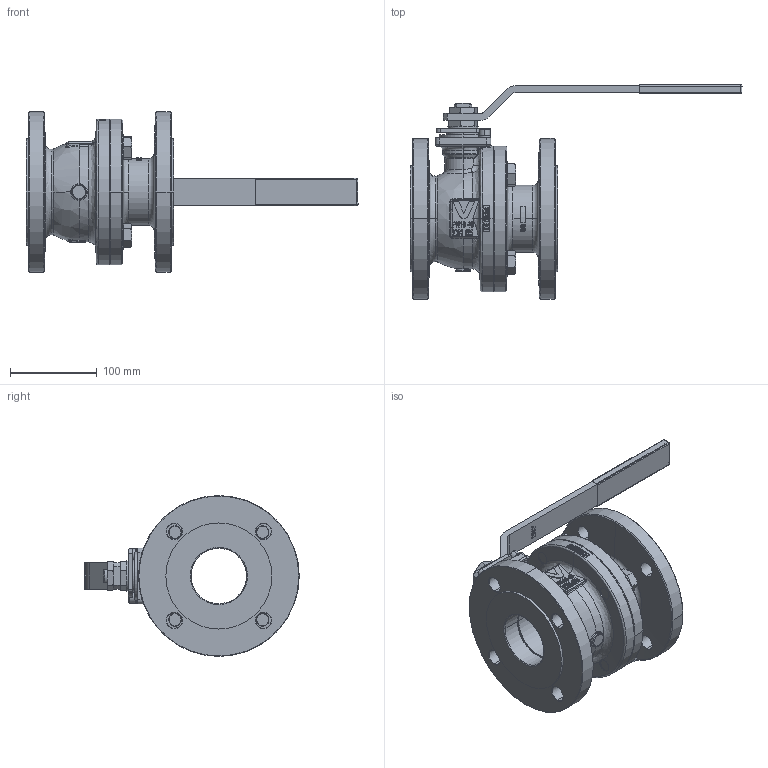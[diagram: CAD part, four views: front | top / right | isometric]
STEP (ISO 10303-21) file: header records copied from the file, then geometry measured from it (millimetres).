
FILE_DESCRIPTION (( 'STEP AP203' ), '1' );
FILE_NAME ('76000012.STEP', '2013-12-13T15:37:56', ( 'tecnico1' ), ( '' ), 'SwSTEP 2.0', 'SolidWorks 2013', '' );
FILE_SCHEMA (( 'CONFIG_CONTROL_DESIGN' ));
Products named in the file (1): 76000012
Bounding box: 382 x 246.8 x 185 mm (x, y, z)
Volume: 2146991.8 mm3; surface area: 356670.5 mm2
Topology: 2 solids, 2 shells, 1128 faces, 2917 edges, 1836 vertices
Faces by surface type: plane 391, bspline 325, cylinder 217, cone 189, torus 6
Entity records: 71502 total; most frequent: CARTESIAN_POINT 46195, ORIENTED_EDGE 5798, DIRECTION 4480, EDGE_CURVE 2899, VERTEX_POINT 1836, AXIS2_PLACEMENT_3D 1637, EDGE_LOOP 1245, LINE 1206
